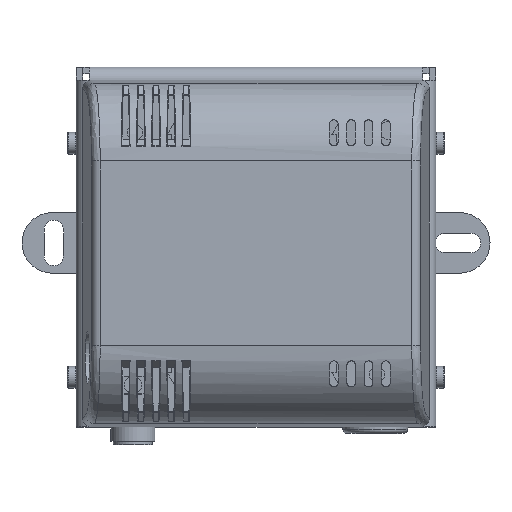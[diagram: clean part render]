
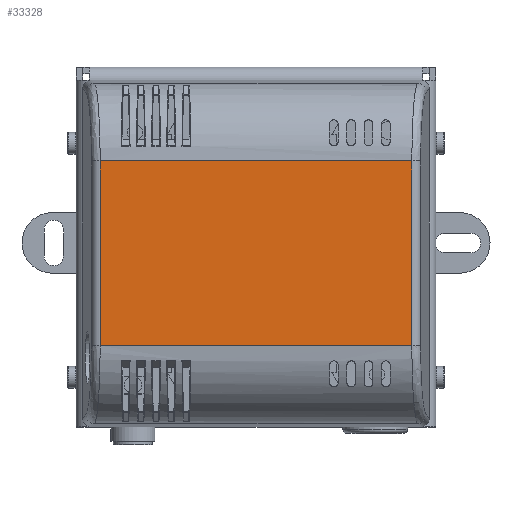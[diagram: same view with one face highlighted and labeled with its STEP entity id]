
A CAD part, top view. The second image highlights one B-rep face of the part: STEP entity #33328.
In plain terms, the highlighted face is planar.
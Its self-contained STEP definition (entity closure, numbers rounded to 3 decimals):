
#5396=FACE_OUTER_BOUND('',#7382,.T.);
#7382=EDGE_LOOP('',(#30486,#30487,#30488,#30489));
#10383=LINE('',#59671,#13613);
#10436=LINE('',#60390,#13666);
#10616=LINE('',#61457,#13846);
#10618=LINE('',#61497,#13848);
#13613=VECTOR('',#44096,10.);
#13666=VECTOR('',#44247,10.);
#13846=VECTOR('',#44733,10.);
#13848=VECTOR('',#44741,10.);
#16517=VERTEX_POINT('',#59667);
#16519=VERTEX_POINT('',#59670);
#16605=VERTEX_POINT('',#60385);
#16606=VERTEX_POINT('',#60388);
#20953=EDGE_CURVE('',#16517,#16519,#10383,.T.);
#21074=EDGE_CURVE('',#16606,#16605,#10436,.T.);
#21340=EDGE_CURVE('',#16605,#16517,#10616,.T.);
#21343=EDGE_CURVE('',#16519,#16606,#10618,.T.);
#30486=ORIENTED_EDGE('',*,*,#21340,.F.);
#30487=ORIENTED_EDGE('',*,*,#21074,.F.);
#30488=ORIENTED_EDGE('',*,*,#21343,.F.);
#30489=ORIENTED_EDGE('',*,*,#20953,.F.);
#31581=PLANE('',#36312);
#33328=ADVANCED_FACE('',(#5396),#31581,.T.);
#36312=AXIS2_PLACEMENT_3D('',#61496,#44739,#44740);
#44096=DIRECTION('',(0.,0.,-1.));
#44247=DIRECTION('',(0.,0.,1.));
#44733=DIRECTION('',(-1.,0.,0.));
#44739=DIRECTION('center_axis',(0.,1.,0.));
#44740=DIRECTION('ref_axis',(0.,0.,1.));
#44741=DIRECTION('',(1.,0.,0.));
#59667=CARTESIAN_POINT('',(18.681,25.,75.98));
#59670=CARTESIAN_POINT('',(18.681,25.,4.02));
#59671=CARTESIAN_POINT('',(18.681,25.,0.));
#60385=CARTESIAN_POINT('',(61.319,25.,75.98));
#60388=CARTESIAN_POINT('',(61.319,25.,4.02));
#60390=CARTESIAN_POINT('',(61.319,25.,0.));
#61457=CARTESIAN_POINT('',(20.,25.,75.98));
#61496=CARTESIAN_POINT('Origin',(0.,25.,0.));
#61497=CARTESIAN_POINT('',(20.,25.,4.02));
